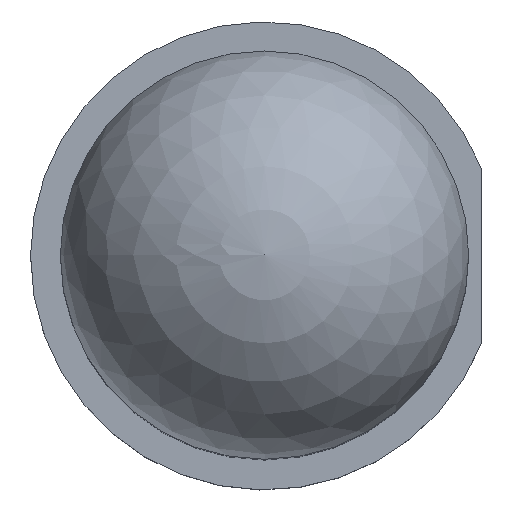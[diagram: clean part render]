
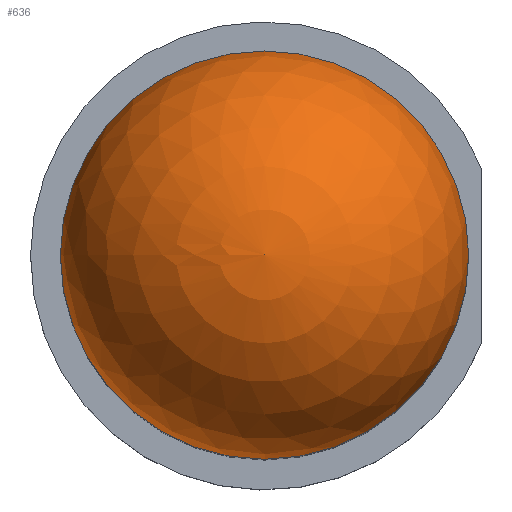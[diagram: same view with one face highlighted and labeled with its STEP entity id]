
A CAD part, top view. The second image highlights one B-rep face of the part: STEP entity #636.
In plain terms, the highlighted spherical face has radius 2.4 mm.
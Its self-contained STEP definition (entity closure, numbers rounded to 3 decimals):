
#16=SPHERICAL_SURFACE('',#684,2.4);
#22=CIRCLE('',#685,2.4);
#23=CIRCLE('',#686,2.4);
#24=CIRCLE('',#687,2.4);
#54=FACE_OUTER_BOUND('',#87,.T.);
#87=EDGE_LOOP('',(#529,#530,#531,#532));
#300=VERTEX_POINT('',#1008);
#301=VERTEX_POINT('',#1009);
#302=VERTEX_POINT('',#1011);
#381=EDGE_CURVE('',#300,#301,#22,.T.);
#382=EDGE_CURVE('',#302,#301,#23,.T.);
#383=EDGE_CURVE('',#301,#300,#24,.T.);
#529=ORIENTED_EDGE('',*,*,#381,.T.);
#530=ORIENTED_EDGE('',*,*,#382,.F.);
#531=ORIENTED_EDGE('',*,*,#382,.T.);
#532=ORIENTED_EDGE('',*,*,#383,.T.);
#636=ADVANCED_FACE('',(#54),#16,.T.);
#684=AXIS2_PLACEMENT_3D('',#1007,#830,#831);
#685=AXIS2_PLACEMENT_3D('',#1010,#832,#833);
#686=AXIS2_PLACEMENT_3D('',#1012,#834,#835);
#687=AXIS2_PLACEMENT_3D('',#1013,#836,#837);
#830=DIRECTION('center_axis',(0.,0.,1.));
#831=DIRECTION('ref_axis',(1.,0.,0.));
#832=DIRECTION('center_axis',(0.,0.,1.));
#833=DIRECTION('ref_axis',(-1.,0.,0.));
#834=DIRECTION('center_axis',(0.,-1.,0.));
#835=DIRECTION('ref_axis',(-1.,0.,0.));
#836=DIRECTION('center_axis',(0.,0.,1.));
#837=DIRECTION('ref_axis',(-1.,0.,0.));
#1007=CARTESIAN_POINT('Origin',(0.,0.,6.4));
#1008=CARTESIAN_POINT('',(2.4,0.,6.4));
#1009=CARTESIAN_POINT('',(-2.4,0.,6.4));
#1010=CARTESIAN_POINT('Origin',(0.,0.,6.4));
#1011=CARTESIAN_POINT('',(0.,0.,8.8));
#1012=CARTESIAN_POINT('Origin',(0.,0.,6.4));
#1013=CARTESIAN_POINT('Origin',(0.,0.,6.4));
